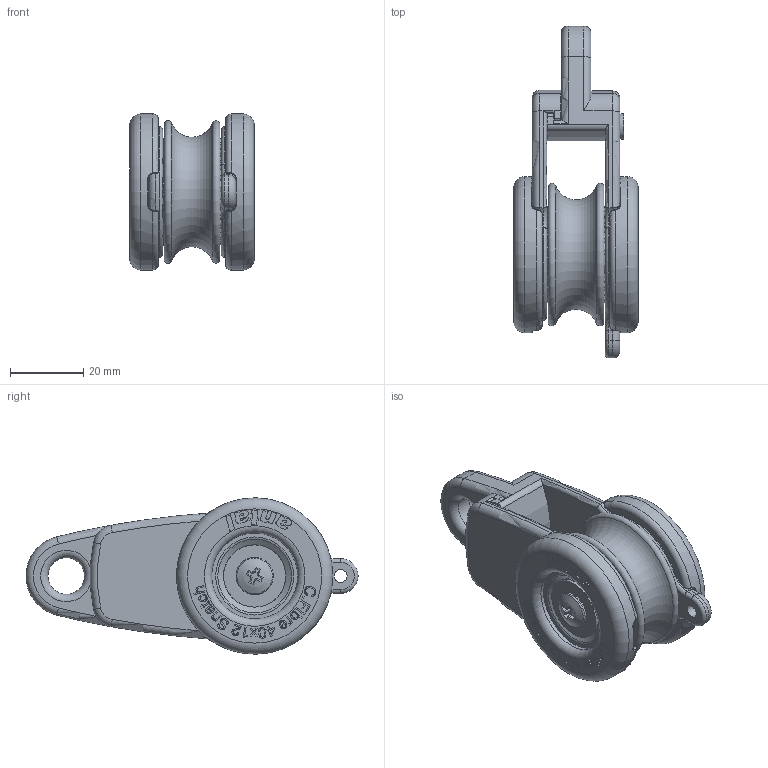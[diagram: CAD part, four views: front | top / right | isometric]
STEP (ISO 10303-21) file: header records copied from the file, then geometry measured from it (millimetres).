
FILE_DESCRIPTION(/* description */ (''),/* implementation_level */ '2;1');
FILE_NAME(/* name */ '9040.stp',/* time_stamp */ '2019-12-20T08:48:19+01:00',/* author */ ('francesca'),/* organization */ (''),/* preprocessor_version */ 'ST-DEVELOPER v16.5',/* originating_system */ 'Autodesk Inventor 2017',/* authorisation */ '');
FILE_SCHEMA (('CONFIG_CONTROL_DESIGN'));
Length unit declared in the file: millimetre
Products named in the file (1): 17101009
Bounding box: 34 x 90.75 x 42.7 mm (x, y, z)
Volume: 48722.9 mm3; surface area: 20441.7 mm2
Topology: 1 solids, 1 shells, 1017 faces, 2588 edges, 1698 vertices
Faces by surface type: plane 444, bspline 322, torus 94, cylinder 92, sphere 50, cone 15
Full cylindrical faces by diameter (mm): 3.5 x1, 5 x3, 7 x2, 8 x2, 8.1 x2, 8.25 x2, 8.4 x2, 10 x1, 10.2 x2, 12 x2, 17 x3, 17.2 x1, 23.5 x2, 42.7 x2
Entity records: 33420 total; most frequent: CARTESIAN_POINT 10875, ORIENTED_EDGE 5040, DIRECTION 3738, EDGE_CURVE 2520, VERTEX_POINT 1683, LINE 1362, VECTOR 1362, EDGE_LOOP 1213
